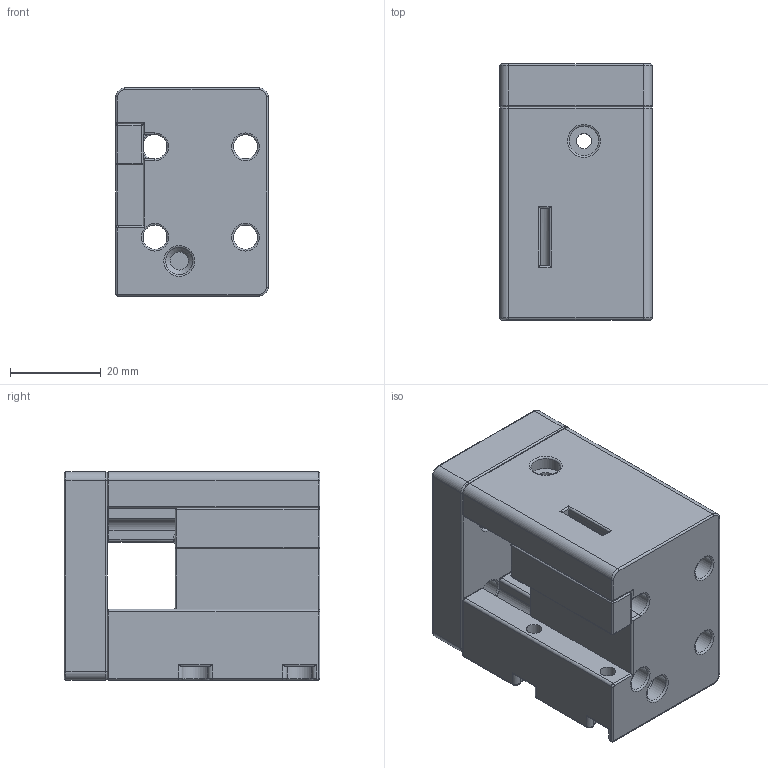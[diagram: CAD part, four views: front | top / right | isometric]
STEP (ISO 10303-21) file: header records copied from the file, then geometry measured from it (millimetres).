
FILE_DESCRIPTION(/* description */ (''),/* implementation_level */ '2;1');
FILE_NAME(/* name */ 'B-XY_Carriage_Tensioner_MGN12_1515_4-T.stp',/* time_stamp */ '2020-12-31T18:06:15-08:00',/* author */ (''),/* organization */ (''),/* preprocessor_version */ 'ST-DEVELOPER v18.1',/* originating_system */ 'Autodesk Translation Framework v9.7.0.1280',/* authorisation */ '');
FILE_SCHEMA (('AUTOMOTIVE_DESIGN { 1 0 10303 214 3 1 1 }'));
Length unit declared in the file: millimetre
Products named in the file (1): Component1
Bounding box: 33.65 x 56.5 x 46 mm (x, y, z)
Volume: 67005.7 mm3; surface area: 21504.1 mm2
Topology: 3 solids, 3 shells, 315 faces, 745 edges, 426 vertices
Faces by surface type: cylinder 142, plane 70, torus 56, bspline 27, sphere 12, cone 8
Full cylindrical faces by diameter (mm): 3.4 x6, 4 x3, 5.3 x3, 5.5 x4, 6 x1, 6.5 x2, 8.4 x4
Entity records: 9783 total; most frequent: CARTESIAN_POINT 2436, DIRECTION 1638, ORIENTED_EDGE 1468, EDGE_CURVE 734, AXIS2_PLACEMENT_3D 662, VERTEX_POINT 426, EDGE_LOOP 350, CIRCLE 333
